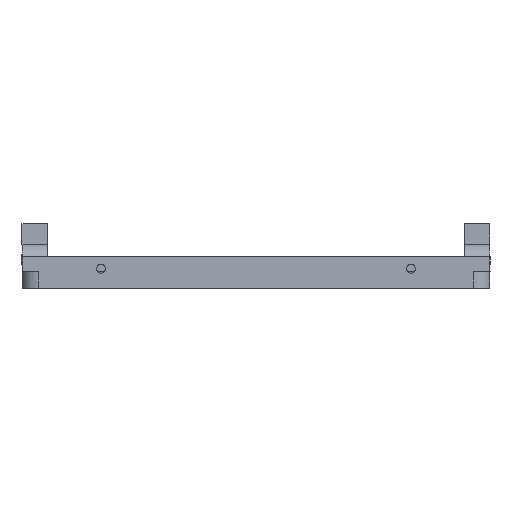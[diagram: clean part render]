
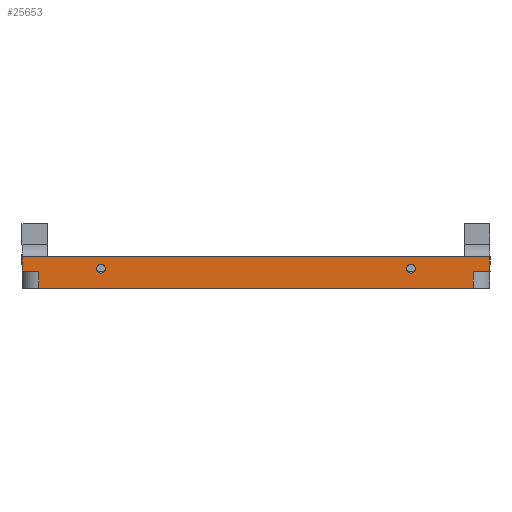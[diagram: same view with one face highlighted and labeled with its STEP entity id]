
A CAD part, front view. The second image highlights one B-rep face of the part: STEP entity #25653.
In plain terms, the highlighted planar face has unit normal (0, -1, 0).
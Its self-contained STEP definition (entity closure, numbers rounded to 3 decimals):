
#274 = ORIENTED_EDGE ( 'NONE', *, *, #9642, .F. ) ;
#481 = LINE ( 'NONE', #7139, #16069 ) ;
#678 = CARTESIAN_POINT ( 'NONE',  ( -41.5, -107., 2.6 ) ) ;
#783 = VERTEX_POINT ( 'NONE', #14399 ) ;
#809 = DIRECTION ( 'NONE',  ( 0., -1., 0. ) ) ;
#2226 = CARTESIAN_POINT ( 'NONE',  ( 0., -107., 0. ) ) ;
#2554 = CARTESIAN_POINT ( 'NONE',  ( 0., -107., -3. ) ) ;
#2729 = DIRECTION ( 'NONE',  ( -1., 0., 0. ) ) ;
#2897 = AXIS2_PLACEMENT_3D ( 'NONE', #13370, #809, #17336 ) ;
#3415 = CARTESIAN_POINT ( 'NONE',  ( 27.5, -107., -0.3 ) ) ;
#3524 = DIRECTION ( 'NONE',  ( 0., 0., -1. ) ) ;
#4176 = FACE_BOUND ( 'NONE', #12531, .T. ) ;
#4317 = CIRCLE ( 'NONE', #22159, 0.8 ) ;
#4446 = CARTESIAN_POINT ( 'NONE',  ( -38.5, -107., -3. ) ) ;
#4688 = CARTESIAN_POINT ( 'NONE',  ( 0., -107., 2.6 ) ) ;
#5110 = EDGE_CURVE ( 'NONE', #11817, #16793, #11758, .T. ) ;
#5265 = ORIENTED_EDGE ( 'NONE', *, *, #14326, .F. ) ;
#5862 = VERTEX_POINT ( 'NONE', #23980 ) ;
#5899 = CARTESIAN_POINT ( 'NONE',  ( 38.5, -107., -3. ) ) ;
#6611 = EDGE_CURVE ( 'NONE', #22758, #18838, #20800, .T. ) ;
#6646 = EDGE_CURVE ( 'NONE', #18949, #22758, #8713, .T. ) ;
#6669 = VERTEX_POINT ( 'NONE', #6927 ) ;
#6927 = CARTESIAN_POINT ( 'NONE',  ( 41.5, -107., 0. ) ) ;
#7139 = CARTESIAN_POINT ( 'NONE',  ( 0., -107., 0. ) ) ;
#7429 = LINE ( 'NONE', #8349, #14094 ) ;
#7690 = EDGE_CURVE ( 'NONE', #18260, #24982, #12418, .T. ) ;
#7800 = VECTOR ( 'NONE', #14827, 1000. ) ;
#7979 = CARTESIAN_POINT ( 'NONE',  ( -27.5, -107., -0.3 ) ) ;
#8033 = DIRECTION ( 'NONE',  ( 0., 0., -1. ) ) ;
#8045 = CARTESIAN_POINT ( 'NONE',  ( 27.5, -107., 1.3 ) ) ;
#8117 = DIRECTION ( 'NONE',  ( 0., -1., 0. ) ) ;
#8349 = CARTESIAN_POINT ( 'NONE',  ( 41.5, -107., 2.6 ) ) ;
#8441 = ORIENTED_EDGE ( 'NONE', *, *, #24787, .F. ) ;
#8457 = ORIENTED_EDGE ( 'NONE', *, *, #19508, .F. ) ;
#8713 = LINE ( 'NONE', #4688, #10330 ) ;
#8873 = ORIENTED_EDGE ( 'NONE', *, *, #5110, .F. ) ;
#8924 = VECTOR ( 'NONE', #25396, 1000. ) ;
#9156 = DIRECTION ( 'NONE',  ( -1., 0., 0. ) ) ;
#9189 = LINE ( 'NONE', #2226, #18055 ) ;
#9642 = EDGE_CURVE ( 'NONE', #5862, #25141, #12247, .T. ) ;
#9846 = CARTESIAN_POINT ( 'NONE',  ( -41.5, -107., 2.6 ) ) ;
#10251 = CARTESIAN_POINT ( 'NONE',  ( 38.5, -107., -3. ) ) ;
#10330 = VECTOR ( 'NONE', #9156, 1000. ) ;
#10331 = CARTESIAN_POINT ( 'NONE',  ( 27.5, -107., 0.5 ) ) ;
#10418 = DIRECTION ( 'NONE',  ( 0., 0., -1. ) ) ;
#10602 = VECTOR ( 'NONE', #11538, 1000. ) ;
#10824 = EDGE_CURVE ( 'NONE', #25582, #783, #15357, .T. ) ;
#10890 = EDGE_CURVE ( 'NONE', #25141, #5862, #11877, .T. ) ;
#11218 = FACE_OUTER_BOUND ( 'NONE', #21273, .T. ) ;
#11538 = DIRECTION ( 'NONE',  ( 0., 0., 1. ) ) ;
#11758 = CIRCLE ( 'NONE', #25661, 0.8 ) ;
#11817 = VERTEX_POINT ( 'NONE', #3415 ) ;
#11877 = CIRCLE ( 'NONE', #13865, 0.8 ) ;
#12247 = CIRCLE ( 'NONE', #2897, 0.8 ) ;
#12283 = DIRECTION ( 'NONE',  ( 0., -1., 0. ) ) ;
#12418 = LINE ( 'NONE', #23047, #8924 ) ;
#12531 = EDGE_LOOP ( 'NONE', ( #17285, #274 ) ) ;
#12698 = ORIENTED_EDGE ( 'NONE', *, *, #10824, .T. ) ;
#13092 = AXIS2_PLACEMENT_3D ( 'NONE', #20250, #8117, #25985 ) ;
#13370 = CARTESIAN_POINT ( 'NONE',  ( -27.5, -107., 0.5 ) ) ;
#13865 = AXIS2_PLACEMENT_3D ( 'NONE', #17763, #19813, #8033 ) ;
#14094 = VECTOR ( 'NONE', #18703, 1000. ) ;
#14326 = EDGE_CURVE ( 'NONE', #24982, #18838, #481, .T. ) ;
#14399 = CARTESIAN_POINT ( 'NONE',  ( 38.5, -107., 0. ) ) ;
#14617 = ORIENTED_EDGE ( 'NONE', *, *, #6611, .T. ) ;
#14827 = DIRECTION ( 'NONE',  ( 0., 0., -1. ) ) ;
#14994 = CARTESIAN_POINT ( 'NONE',  ( -38.5, -107., 0. ) ) ;
#15279 = LINE ( 'NONE', #2554, #25460 ) ;
#15357 = LINE ( 'NONE', #10251, #10602 ) ;
#15616 = CARTESIAN_POINT ( 'NONE',  ( -41.5, -107., 0. ) ) ;
#15710 = CARTESIAN_POINT ( 'NONE',  ( 27.5, -107., 0.5 ) ) ;
#16069 = VECTOR ( 'NONE', #21265, 1000. ) ;
#16793 = VERTEX_POINT ( 'NONE', #8045 ) ;
#17162 = EDGE_CURVE ( 'NONE', #16793, #11817, #4317, .T. ) ;
#17285 = ORIENTED_EDGE ( 'NONE', *, *, #10890, .F. ) ;
#17336 = DIRECTION ( 'NONE',  ( 0., 0., -1. ) ) ;
#17622 = CARTESIAN_POINT ( 'NONE',  ( 41.5, -107., 2.6 ) ) ;
#17763 = CARTESIAN_POINT ( 'NONE',  ( -27.5, -107., 0.5 ) ) ;
#18055 = VECTOR ( 'NONE', #22755, 1000. ) ;
#18187 = PLANE ( 'NONE',  #13092 ) ;
#18260 = VERTEX_POINT ( 'NONE', #4446 ) ;
#18703 = DIRECTION ( 'NONE',  ( 0., 0., -1. ) ) ;
#18838 = VERTEX_POINT ( 'NONE', #15616 ) ;
#18949 = VERTEX_POINT ( 'NONE', #17622 ) ;
#19508 = EDGE_CURVE ( 'NONE', #6669, #783, #9189, .T. ) ;
#19813 = DIRECTION ( 'NONE',  ( 0., -1., 0. ) ) ;
#20165 = EDGE_CURVE ( 'NONE', #25582, #18260, #15279, .T. ) ;
#20250 = CARTESIAN_POINT ( 'NONE',  ( 0., -107., 2.6 ) ) ;
#20375 = FACE_BOUND ( 'NONE', #26214, .T. ) ;
#20800 = LINE ( 'NONE', #678, #7800 ) ;
#21265 = DIRECTION ( 'NONE',  ( -1., 0., 0. ) ) ;
#21273 = EDGE_LOOP ( 'NONE', ( #8457, #8441, #23993, #14617, #5265, #21768, #22391, #12698 ) ) ;
#21768 = ORIENTED_EDGE ( 'NONE', *, *, #7690, .F. ) ;
#21849 = DIRECTION ( 'NONE',  ( 0., -1., 0. ) ) ;
#22159 = AXIS2_PLACEMENT_3D ( 'NONE', #10331, #12283, #10418 ) ;
#22391 = ORIENTED_EDGE ( 'NONE', *, *, #20165, .F. ) ;
#22755 = DIRECTION ( 'NONE',  ( -1., 0., 0. ) ) ;
#22758 = VERTEX_POINT ( 'NONE', #9846 ) ;
#23047 = CARTESIAN_POINT ( 'NONE',  ( -38.5, -107., -3. ) ) ;
#23980 = CARTESIAN_POINT ( 'NONE',  ( -27.5, -107., 1.3 ) ) ;
#23993 = ORIENTED_EDGE ( 'NONE', *, *, #6646, .T. ) ;
#24787 = EDGE_CURVE ( 'NONE', #18949, #6669, #7429, .T. ) ;
#24982 = VERTEX_POINT ( 'NONE', #14994 ) ;
#25141 = VERTEX_POINT ( 'NONE', #7979 ) ;
#25396 = DIRECTION ( 'NONE',  ( 0., 0., 1. ) ) ;
#25460 = VECTOR ( 'NONE', #2729, 1000. ) ;
#25582 = VERTEX_POINT ( 'NONE', #5899 ) ;
#25653 = ADVANCED_FACE ( 'NONE', ( #4176, #20375, #11218 ), #18187, .T. ) ;
#25661 = AXIS2_PLACEMENT_3D ( 'NONE', #15710, #21849, #3524 ) ;
#25941 = ORIENTED_EDGE ( 'NONE', *, *, #17162, .F. ) ;
#25985 = DIRECTION ( 'NONE',  ( 1., 0., 0. ) ) ;
#26214 = EDGE_LOOP ( 'NONE', ( #8873, #25941 ) ) ;
